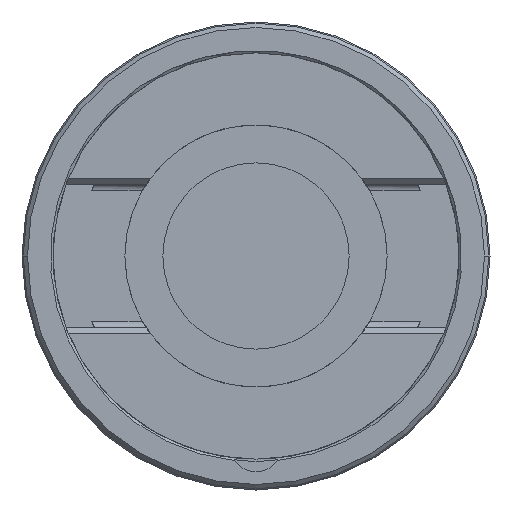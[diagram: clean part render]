
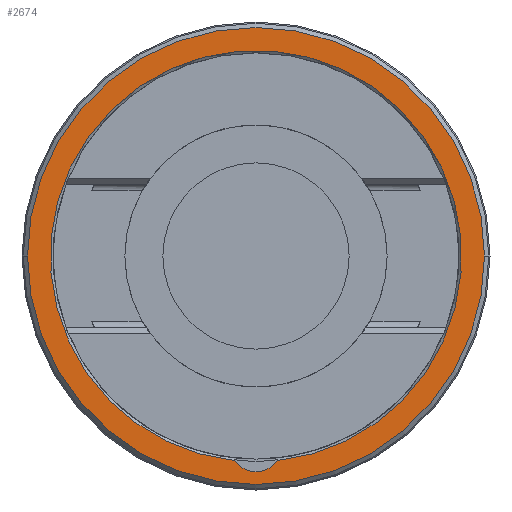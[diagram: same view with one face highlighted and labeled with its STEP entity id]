
A CAD part, front view. The second image highlights one B-rep face of the part: STEP entity #2674.
In plain terms, the highlighted planar face has unit normal (0, -1, 0).
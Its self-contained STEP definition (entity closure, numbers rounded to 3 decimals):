
#440=CARTESIAN_POINT('',(0.,-63.7,0.));
#441=DIRECTION('',(0.,1.,0.));
#442=DIRECTION('',(1.,0.,0.));
#443=AXIS2_PLACEMENT_3D('',#440,#441,#442);
#454=CARTESIAN_POINT('',(0.,-63.7,0.));
#455=DIRECTION('',(0.,-1.,0.));
#456=DIRECTION('',(1.,0.,0.));
#457=AXIS2_PLACEMENT_3D('',#454,#455,#456);
#459=CARTESIAN_POINT('',(0.,-63.7,-22.5));
#460=DIRECTION('',(0.,-1.,0.));
#461=DIRECTION('',(-0.83,0.,-0.557));
#462=AXIS2_PLACEMENT_3D('',#459,#460,#461);
#1101=CARTESIAN_POINT('',(0.,-63.7,0.));
#1102=DIRECTION('',(0.,1.,0.));
#1103=DIRECTION('',(-0.102,0.,-0.995));
#1104=AXIS2_PLACEMENT_3D('',#1101,#1102,#1103);
#1804=CARTESIAN_POINT('',(-2.491,-63.7,-24.172));
#1805=CARTESIAN_POINT('',(2.491,-63.7,-24.172));
#1806=VERTEX_POINT('',#1804);
#1807=VERTEX_POINT('',#1805);
#1972=CARTESIAN_POINT('',(27.,-63.7,0.));
#1973=CARTESIAN_POINT('',(-27.,-63.7,0.));
#1974=VERTEX_POINT('',#1972);
#1975=VERTEX_POINT('',#1973);
#2659=CARTESIAN_POINT('',(0.,-63.7,0.));
#2660=DIRECTION('',(0.,-1.,0.));
#2661=DIRECTION('',(-1.,0.,0.));
#2662=AXIS2_PLACEMENT_3D('',#2659,#2660,#2661);
#2663=PLANE('',#2662);
#2664=ORIENTED_EDGE('',*,*,#2639,.T.);
#2665=ORIENTED_EDGE('',*,*,#2653,.F.);
#2666=EDGE_LOOP('',(#2664,#2665));
#2667=FACE_OUTER_BOUND('',#2666,.F.);
#2669=ORIENTED_EDGE('',*,*,#2668,.T.);
#2671=ORIENTED_EDGE('',*,*,#2670,.F.);
#2672=EDGE_LOOP('',(#2669,#2671));
#2673=FACE_BOUND('',#2672,.F.);
#2674=ADVANCED_FACE('',(#2667,#2673),#2663,.T.);
#444=CIRCLE('',#443,27.);
#458=CIRCLE('',#457,27.);
#463=CIRCLE('',#462,3.);
#1105=CIRCLE('',#1104,24.3);
#2639=EDGE_CURVE('',#1974,#1975,#444,.T.);
#2653=EDGE_CURVE('',#1974,#1975,#458,.T.);
#2668=EDGE_CURVE('',#1806,#1807,#463,.T.);
#2670=EDGE_CURVE('',#1806,#1807,#1105,.T.);
